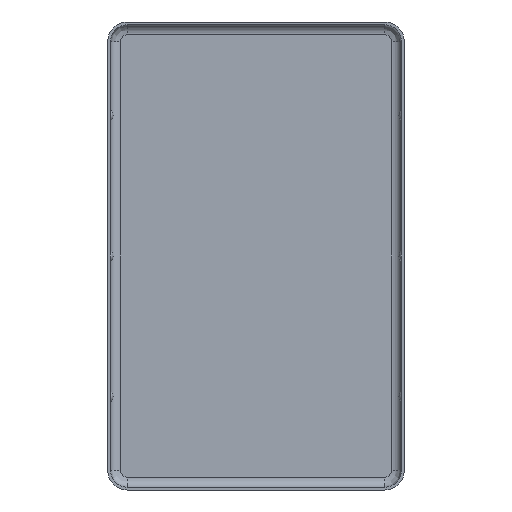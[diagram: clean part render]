
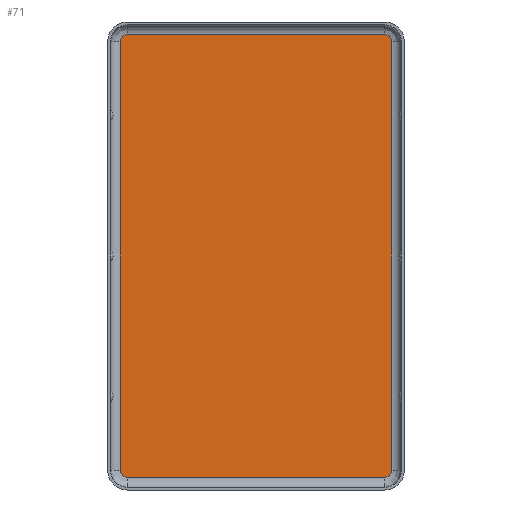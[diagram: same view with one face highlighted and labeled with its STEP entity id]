
A CAD part, front view. The second image highlights one B-rep face of the part: STEP entity #71.
In plain terms, the highlighted planar face has unit normal (0, -1, 0).
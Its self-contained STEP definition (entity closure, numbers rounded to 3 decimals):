
#71 = ADVANCED_FACE( 'NONE', ( #182 ), #183, .T. );
#182 = FACE_OUTER_BOUND( '', #343, .T. );
#183 = PLANE( '', #344 );
#343 = EDGE_LOOP( '', ( #674, #675, #676, #677, #678, #679, #680, #681 ) );
#344 = AXIS2_PLACEMENT_3D( '', #682, #683, #684 );
#674 = ORIENTED_EDGE( '', *, *, #1022, .F. );
#675 = ORIENTED_EDGE( '', *, *, #1023, .F. );
#676 = ORIENTED_EDGE( '', *, *, #1024, .F. );
#677 = ORIENTED_EDGE( '', *, *, #1025, .T. );
#678 = ORIENTED_EDGE( '', *, *, #1026, .T. );
#679 = ORIENTED_EDGE( '', *, *, #1027, .F. );
#680 = ORIENTED_EDGE( '', *, *, #1028, .T. );
#681 = ORIENTED_EDGE( '', *, *, #1029, .T. );
#682 = CARTESIAN_POINT( '', ( 9.15, 0., -15.25 ) );
#683 = DIRECTION( '', ( 0., -1., 0. ) );
#684 = DIRECTION( '', ( 0., 0., -1. ) );
#1022 = EDGE_CURVE( 'NONE', #1161, #1162, #1163, .T. );
#1023 = EDGE_CURVE( 'NONE', #1164, #1161, #1165, .T. );
#1024 = EDGE_CURVE( 'NONE', #1166, #1164, #1167, .T. );
#1025 = EDGE_CURVE( 'NONE', #1166, #1168, #1169, .T. );
#1026 = EDGE_CURVE( 'NONE', #1168, #1170, #1171, .T. );
#1027 = EDGE_CURVE( 'NONE', #1172, #1170, #1173, .T. );
#1028 = EDGE_CURVE( 'NONE', #1172, #1174, #1175, .T. );
#1029 = EDGE_CURVE( 'NONE', #1174, #1162, #1176, .T. );
#1161 = VERTEX_POINT( 'NONE', #1360 );
#1162 = VERTEX_POINT( 'NONE', #1361 );
#1163 = LINE( '', #1362, #1363 );
#1164 = VERTEX_POINT( 'NONE', #1364 );
#1165 = CIRCLE( '', #1365, 0.5 );
#1166 = VERTEX_POINT( 'NONE', #1366 );
#1167 = LINE( '', #1367, #1368 );
#1168 = VERTEX_POINT( 'NONE', #1369 );
#1169 = CIRCLE( '', #1370, 0.5 );
#1170 = VERTEX_POINT( 'NONE', #1371 );
#1171 = LINE( '', #1372, #1373 );
#1172 = VERTEX_POINT( 'NONE', #1374 );
#1173 = CIRCLE( '', #1375, 0.5 );
#1174 = VERTEX_POINT( 'NONE', #1376 );
#1175 = LINE( '', #1377, #1378 );
#1176 = CIRCLE( '', #1379, 0.5 );
#1360 = CARTESIAN_POINT( '', ( 9.15, 0., -15.75 ) );
#1361 = CARTESIAN_POINT( '', ( -9.15, 0., -15.75 ) );
#1362 = CARTESIAN_POINT( '', ( 9.15, 0., -15.75 ) );
#1363 = VECTOR( '', #1598, 1000. );
#1364 = CARTESIAN_POINT( '', ( 9.65, 0., -15.25 ) );
#1365 = AXIS2_PLACEMENT_3D( '', #1599, #1600, #1601 );
#1366 = CARTESIAN_POINT( '', ( 9.65, 0., 15.25 ) );
#1367 = CARTESIAN_POINT( '', ( 9.65, 0., 0. ) );
#1368 = VECTOR( '', #1602, 1000. );
#1369 = CARTESIAN_POINT( '', ( 9.15, 0., 15.75 ) );
#1370 = AXIS2_PLACEMENT_3D( '', #1603, #1604, #1605 );
#1371 = CARTESIAN_POINT( '', ( -9.15, 0., 15.75 ) );
#1372 = CARTESIAN_POINT( '', ( 9.15, 0., 15.75 ) );
#1373 = VECTOR( '', #1606, 1000. );
#1374 = CARTESIAN_POINT( '', ( -9.65, 0., 15.25 ) );
#1375 = AXIS2_PLACEMENT_3D( '', #1607, #1608, #1609 );
#1376 = CARTESIAN_POINT( '', ( -9.65, 0., -15.25 ) );
#1377 = CARTESIAN_POINT( '', ( -9.65, 0., 0. ) );
#1378 = VECTOR( '', #1610, 1000. );
#1379 = AXIS2_PLACEMENT_3D( '', #1611, #1612, #1613 );
#1598 = DIRECTION( '', ( -1., 0., 0. ) );
#1599 = CARTESIAN_POINT( '', ( 9.15, 0., -15.25 ) );
#1600 = DIRECTION( '', ( 0., 1., 0. ) );
#1601 = DIRECTION( '', ( 0., 0., 1. ) );
#1602 = DIRECTION( '', ( 0., 0., -1. ) );
#1603 = CARTESIAN_POINT( '', ( 9.15, 0., 15.25 ) );
#1604 = DIRECTION( '', ( 0., -1., 0. ) );
#1605 = DIRECTION( '', ( 0., 0., -1. ) );
#1606 = DIRECTION( '', ( -1., 0., 0. ) );
#1607 = CARTESIAN_POINT( '', ( -9.15, 0., 15.25 ) );
#1608 = DIRECTION( '', ( 0., 1., 0. ) );
#1609 = DIRECTION( '', ( 0., 0., -1. ) );
#1610 = DIRECTION( '', ( 0., 0., -1. ) );
#1611 = CARTESIAN_POINT( '', ( -9.15, 0., -15.25 ) );
#1612 = DIRECTION( '', ( 0., -1., 0. ) );
#1613 = DIRECTION( '', ( 0., 0., 1. ) );
